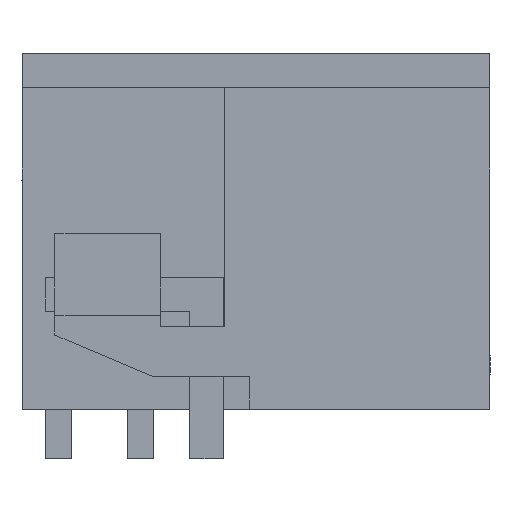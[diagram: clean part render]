
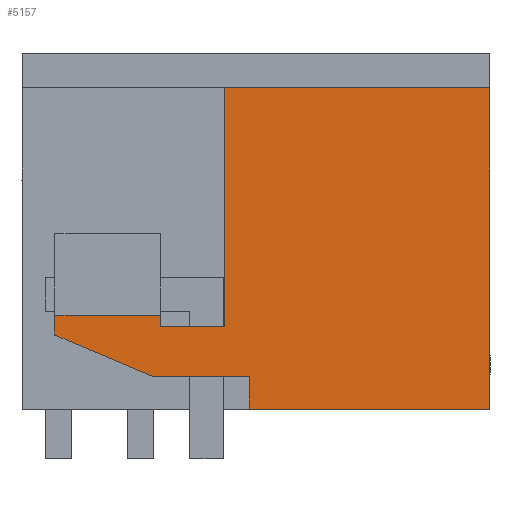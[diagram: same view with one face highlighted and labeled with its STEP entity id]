
A CAD part, left-side view. The second image highlights one B-rep face of the part: STEP entity #5157.
In plain terms, the highlighted planar face has unit normal (-1, 0, 0).
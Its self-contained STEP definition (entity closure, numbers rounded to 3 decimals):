
#5095=AXIS2_PLACEMENT_3D('Plane Axis2P3D',#5092,#5093,#5094) ;
#3821=CARTESIAN_POINT('Vertex',(0.,0.,11.25)) ;
#3824=CARTESIAN_POINT('Line Origine',(0.,0.,6.375)) ;
#3828=CARTESIAN_POINT('Vertex',(0.,0.,1.5)) ;
#4588=CARTESIAN_POINT('Line Origine',(0.,3.65,1.5)) ;
#4592=CARTESIAN_POINT('Vertex',(0.,7.3,1.5)) ;
#4735=CARTESIAN_POINT('Vertex',(0.,8.05,11.25)) ;
#4738=CARTESIAN_POINT('Line Origine',(0.,4.025,11.25)) ;
#5076=CARTESIAN_POINT('Vertex',(0.,7.3,2.497)) ;
#5079=CARTESIAN_POINT('Line Origine',(0.,7.3,1.998)) ;
#5092=CARTESIAN_POINT('Axis2P3D Location',(0.,0.,11.25)) ;
#5097=CARTESIAN_POINT('Line Origine',(0.,8.05,7.625)) ;
#5101=CARTESIAN_POINT('Vertex',(0.,8.05,4.)) ;
#5104=CARTESIAN_POINT('Line Origine',(0.,9.025,4.)) ;
#5108=CARTESIAN_POINT('Vertex',(0.,10.,4.)) ;
#5111=CARTESIAN_POINT('Line Origine',(0.,10.,4.175)) ;
#5115=CARTESIAN_POINT('Vertex',(0.,10.,4.35)) ;
#5118=CARTESIAN_POINT('Line Origine',(0.,11.6,4.35)) ;
#5122=CARTESIAN_POINT('Vertex',(0.,13.2,4.35)) ;
#5125=CARTESIAN_POINT('Line Origine',(0.,13.2,4.05)) ;
#5129=CARTESIAN_POINT('Vertex',(0.,13.2,3.75)) ;
#5132=CARTESIAN_POINT('Line Origine',(0.,11.721,3.123)) ;
#5136=CARTESIAN_POINT('Vertex',(0.,10.242,2.497)) ;
#5139=CARTESIAN_POINT('Line Origine',(0.,8.771,2.497)) ;
#3825=DIRECTION('Vector Direction',(0.,0.,-1.)) ;
#4589=DIRECTION('Vector Direction',(0.,1.,0.)) ;
#4739=DIRECTION('Vector Direction',(0.,1.,0.)) ;
#5080=DIRECTION('Vector Direction',(0.,0.,-1.)) ;
#5093=DIRECTION('Axis2P3D Direction',(1.,0.,0.)) ;
#5094=DIRECTION('Axis2P3D XDirection',(0.,0.,-1.)) ;
#5098=DIRECTION('Vector Direction',(0.,0.,1.)) ;
#5105=DIRECTION('Vector Direction',(0.,-1.,0.)) ;
#5112=DIRECTION('Vector Direction',(0.,0.,1.)) ;
#5119=DIRECTION('Vector Direction',(0.,1.,0.)) ;
#5126=DIRECTION('Vector Direction',(0.,0.,-1.)) ;
#5133=DIRECTION('Vector Direction',(0.,0.921,0.39)) ;
#5140=DIRECTION('Vector Direction',(0.,-1.,0.)) ;
#3826=VECTOR('Line Direction',#3825,1.) ;
#4590=VECTOR('Line Direction',#4589,1.) ;
#4740=VECTOR('Line Direction',#4739,1.) ;
#5081=VECTOR('Line Direction',#5080,1.) ;
#5099=VECTOR('Line Direction',#5098,1.) ;
#5106=VECTOR('Line Direction',#5105,1.) ;
#5113=VECTOR('Line Direction',#5112,1.) ;
#5120=VECTOR('Line Direction',#5119,1.) ;
#5127=VECTOR('Line Direction',#5126,1.) ;
#5134=VECTOR('Line Direction',#5133,1.) ;
#5141=VECTOR('Line Direction',#5140,1.) ;
#5145=ORIENTED_EDGE('',*,*,#5103,.F.) ;
#5146=ORIENTED_EDGE('',*,*,#5110,.F.) ;
#5147=ORIENTED_EDGE('',*,*,#5117,.F.) ;
#5148=ORIENTED_EDGE('',*,*,#5124,.F.) ;
#5149=ORIENTED_EDGE('',*,*,#5131,.F.) ;
#5150=ORIENTED_EDGE('',*,*,#5138,.F.) ;
#5151=ORIENTED_EDGE('',*,*,#5143,.F.) ;
#5152=ORIENTED_EDGE('',*,*,#5083,.F.) ;
#5153=ORIENTED_EDGE('',*,*,#4594,.F.) ;
#5154=ORIENTED_EDGE('',*,*,#3830,.F.) ;
#5155=ORIENTED_EDGE('',*,*,#4742,.T.) ;
#5157=ADVANCED_FACE('HOUSING',(#5156),#5096,.F.) ;
#3830=EDGE_CURVE('',#3822,#3829,#3827,.T.) ;
#4594=EDGE_CURVE('',#3829,#4593,#4591,.T.) ;
#4742=EDGE_CURVE('',#3822,#4736,#4741,.T.) ;
#5083=EDGE_CURVE('',#4593,#5077,#5082,.F.) ;
#5103=EDGE_CURVE('',#5102,#4736,#5100,.T.) ;
#5110=EDGE_CURVE('',#5109,#5102,#5107,.T.) ;
#5117=EDGE_CURVE('',#5116,#5109,#5114,.F.) ;
#5124=EDGE_CURVE('',#5123,#5116,#5121,.F.) ;
#5131=EDGE_CURVE('',#5130,#5123,#5128,.F.) ;
#5138=EDGE_CURVE('',#5137,#5130,#5135,.T.) ;
#5143=EDGE_CURVE('',#5077,#5137,#5142,.F.) ;
#5144=EDGE_LOOP('',(#5145,#5146,#5147,#5148,#5149,#5150,#5151,#5152,#5153,#5154,#5155)) ;
#5156=FACE_OUTER_BOUND('',#5144,.T.) ;
#3827=LINE('Line',#3824,#3826) ;
#4591=LINE('Line',#4588,#4590) ;
#4741=LINE('Line',#4738,#4740) ;
#5082=LINE('Line',#5079,#5081) ;
#5100=LINE('Line',#5097,#5099) ;
#5107=LINE('Line',#5104,#5106) ;
#5114=LINE('Line',#5111,#5113) ;
#5121=LINE('Line',#5118,#5120) ;
#5128=LINE('Line',#5125,#5127) ;
#5135=LINE('Line',#5132,#5134) ;
#5142=LINE('Line',#5139,#5141) ;
#5096=PLANE('',#5095) ;
#3822=VERTEX_POINT('',#3821) ;
#3829=VERTEX_POINT('',#3828) ;
#4593=VERTEX_POINT('',#4592) ;
#4736=VERTEX_POINT('',#4735) ;
#5077=VERTEX_POINT('',#5076) ;
#5102=VERTEX_POINT('',#5101) ;
#5109=VERTEX_POINT('',#5108) ;
#5116=VERTEX_POINT('',#5115) ;
#5123=VERTEX_POINT('',#5122) ;
#5130=VERTEX_POINT('',#5129) ;
#5137=VERTEX_POINT('',#5136) ;
